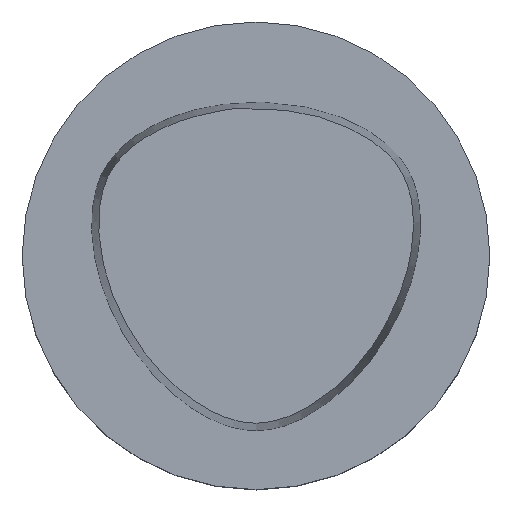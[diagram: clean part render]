
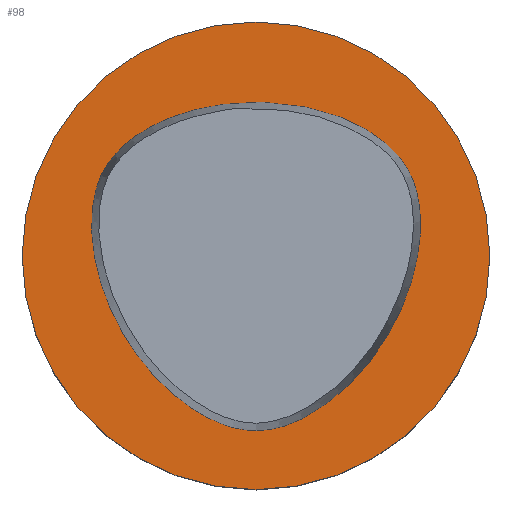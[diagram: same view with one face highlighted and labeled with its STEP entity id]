
A CAD part, top view. The second image highlights one B-rep face of the part: STEP entity #98.
In plain terms, the highlighted planar face has unit normal (0, 0, 1).
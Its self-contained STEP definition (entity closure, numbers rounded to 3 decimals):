
#93=EDGE_CURVE('Unnamed[1]',#209,#209,#210,.T.);
#98=ADVANCED_FACE('Unnamed[1]',(#216,#217),#218,.T.);
#142=EDGE_CURVE('Unnamed[1]',#281,#281,#282,.T.);
#209=VERTEX_POINT('',#357);
#210=B_SPLINE_CURVE_WITH_KNOTS('',3,(#358,#359,#360,#361,#362,#363,#364,#365,#366,#367,#368,#369,#370,#371,#372,#373,#374,#375,#376,#377,#378,#379,#380,#381,#382,#383,#384,#385,#386,#387,#388,#389,#390,#391,#392,#393,#394,#395,#396,#397,#398,#399,#400,#401,#402,#403,#404,#405,#406,#407,#408,#409,#410,#411,#412,#413,#414,#415,#416,#417,#418,#419,#420,#421,#422,#423,#424,#425,#426,#427,#428,#429,#430,#431,#432,#433,#434,#435,#436,#437,#438,#439,#440,#441,#442,#443,#444,#445,#446,#447,#448,#449,#450,#451,#452,#453),.UNSPECIFIED.,.T.,.F.,(4,2,2,2,2,2,2,2,2,2,2,2,2,2,2,2,2,2,2,2,2,2,2,2,2,2,2,2,2,2,2,2,2,2,2,2,2,2,2,2,2,2,2,2,2,2,2,4),(0.0,0.,0.023,0.046,0.069,0.091,0.112,0.133,0.153,0.173,0.194,0.214,0.236,0.257,0.28,0.302,0.326,0.349,0.372,0.395,0.417,0.438,0.459,0.48,0.5,0.52,0.541,0.562,0.583,0.605,0.628,0.651,0.674,0.698,0.72,0.743,0.764,0.786,0.806,0.827,0.847,0.867,0.888,0.909,0.931,0.954,0.977,1.0),.UNSPECIFIED.);
#216=FACE_BOUND('',#464,.T.);
#217=FACE_OUTER_BOUND('',#465,.T.);
#218=PLANE('',#466);
#281=VERTEX_POINT('',#975);
#282=CIRCLE('',#976,25.0);
#357=CARTESIAN_POINT('',(-0.001,-18.694,0.));
#358=CARTESIAN_POINT('',(-0.001,-18.694,0.));
#359=CARTESIAN_POINT('',(-0.011,-18.694,0.));
#360=CARTESIAN_POINT('',(-0.02,-18.694,0.));
#361=CARTESIAN_POINT('',(-0.871,-18.695,0.));
#362=CARTESIAN_POINT('',(-1.713,-18.556,0.));
#363=CARTESIAN_POINT('',(-3.347,-18.108,0.));
#364=CARTESIAN_POINT('',(-4.138,-17.797,0.0));
#365=CARTESIAN_POINT('',(-5.644,-17.061,0.));
#366=CARTESIAN_POINT('',(-6.361,-16.639,0.));
#367=CARTESIAN_POINT('',(-7.712,-15.718,0.));
#368=CARTESIAN_POINT('',(-8.348,-15.221,0.));
#369=CARTESIAN_POINT('',(-9.549,-14.18,0.0));
#370=CARTESIAN_POINT('',(-10.114,-13.638,0.));
#371=CARTESIAN_POINT('',(-11.179,-12.514,0.));
#372=CARTESIAN_POINT('',(-11.678,-11.934,0.0));
#373=CARTESIAN_POINT('',(-12.616,-10.742,0.));
#374=CARTESIAN_POINT('',(-13.055,-10.13,0.0));
#375=CARTESIAN_POINT('',(-13.877,-8.876,0.));
#376=CARTESIAN_POINT('',(-14.26,-8.233,0.));
#377=CARTESIAN_POINT('',(-14.972,-6.916,0.));
#378=CARTESIAN_POINT('',(-15.3,-6.242,0.0));
#379=CARTESIAN_POINT('',(-15.902,-4.857,0.0));
#380=CARTESIAN_POINT('',(-16.174,-4.147,0.));
#381=CARTESIAN_POINT('',(-16.658,-2.689,0.0));
#382=CARTESIAN_POINT('',(-16.869,-1.941,0.0));
#383=CARTESIAN_POINT('',(-17.218,-0.406,0.0));
#384=CARTESIAN_POINT('',(-17.354,0.381,0.0));
#385=CARTESIAN_POINT('',(-17.542,1.99,0.0));
#386=CARTESIAN_POINT('',(-17.59,2.813,0.0));
#387=CARTESIAN_POINT('',(-17.564,4.476,0.0));
#388=CARTESIAN_POINT('',(-17.486,5.317,0.0));
#389=CARTESIAN_POINT('',(-17.171,6.985,0.0));
#390=CARTESIAN_POINT('',(-16.933,7.811,0.0));
#391=CARTESIAN_POINT('',(-16.223,9.36,0.0));
#392=CARTESIAN_POINT('',(-15.753,10.083,0.0));
#393=CARTESIAN_POINT('',(-14.646,11.379,0.0));
#394=CARTESIAN_POINT('',(-14.011,11.953,0.0));
#395=CARTESIAN_POINT('',(-12.665,12.971,0.0));
#396=CARTESIAN_POINT('',(-11.955,13.418,0.));
#397=CARTESIAN_POINT('',(-10.5,14.197,0.0));
#398=CARTESIAN_POINT('',(-9.758,14.532,0.));
#399=CARTESIAN_POINT('',(-8.263,15.113,0.));
#400=CARTESIAN_POINT('',(-7.511,15.361,0.));
#401=CARTESIAN_POINT('',(-6.005,15.774,0.0));
#402=CARTESIAN_POINT('',(-5.251,15.94,0.));
#403=CARTESIAN_POINT('',(-3.745,16.178,0.));
#404=CARTESIAN_POINT('',(-2.993,16.252,0.));
#405=CARTESIAN_POINT('',(-1.489,16.39,0.));
#406=CARTESIAN_POINT('',(-0.738,16.454,0.));
#407=CARTESIAN_POINT('',(0.759,16.454,0.));
#408=CARTESIAN_POINT('',(1.505,16.392,0.));
#409=CARTESIAN_POINT('',(3.002,16.253,0.));
#410=CARTESIAN_POINT('',(3.753,16.176,0.));
#411=CARTESIAN_POINT('',(5.259,15.935,0.));
#412=CARTESIAN_POINT('',(6.013,15.769,0.));
#413=CARTESIAN_POINT('',(7.522,15.364,0.0));
#414=CARTESIAN_POINT('',(8.275,15.122,0.0));
#415=CARTESIAN_POINT('',(9.771,14.545,0.));
#416=CARTESIAN_POINT('',(10.514,14.208,0.0));
#417=CARTESIAN_POINT('',(11.964,13.421,0.));
#418=CARTESIAN_POINT('',(12.67,12.968,0.));
#419=CARTESIAN_POINT('',(14.011,11.942,0.0));
#420=CARTESIAN_POINT('',(14.644,11.366,0.0));
#421=CARTESIAN_POINT('',(15.747,10.068,0.));
#422=CARTESIAN_POINT('',(16.217,9.345,0.0));
#423=CARTESIAN_POINT('',(16.93,7.799,0.));
#424=CARTESIAN_POINT('',(17.173,6.976,0.0));
#425=CARTESIAN_POINT('',(17.495,5.311,0.0));
#426=CARTESIAN_POINT('',(17.574,4.469,0.0));
#427=CARTESIAN_POINT('',(17.598,2.805,0.0));
#428=CARTESIAN_POINT('',(17.546,1.982,0.0));
#429=CARTESIAN_POINT('',(17.353,0.374,0.0));
#430=CARTESIAN_POINT('',(17.214,-0.413,0.0));
#431=CARTESIAN_POINT('',(16.864,-1.947,0.0));
#432=CARTESIAN_POINT('',(16.655,-2.696,0.0));
#433=CARTESIAN_POINT('',(16.172,-4.154,0.0));
#434=CARTESIAN_POINT('',(15.9,-4.864,0.0));
#435=CARTESIAN_POINT('',(15.298,-6.248,0.0));
#436=CARTESIAN_POINT('',(14.969,-6.923,0.0));
#437=CARTESIAN_POINT('',(14.256,-8.24,0.0));
#438=CARTESIAN_POINT('',(13.873,-8.882,0.0));
#439=CARTESIAN_POINT('',(13.052,-10.136,0.0));
#440=CARTESIAN_POINT('',(12.612,-10.748,0.0));
#441=CARTESIAN_POINT('',(11.674,-11.94,0.0));
#442=CARTESIAN_POINT('',(11.173,-12.519,0.0));
#443=CARTESIAN_POINT('',(10.107,-13.641,0.));
#444=CARTESIAN_POINT('',(9.541,-14.183,0.0));
#445=CARTESIAN_POINT('',(8.337,-15.22,0.));
#446=CARTESIAN_POINT('',(7.7,-15.714,0.0));
#447=CARTESIAN_POINT('',(6.351,-16.64,0.));
#448=CARTESIAN_POINT('',(5.639,-17.071,0.));
#449=CARTESIAN_POINT('',(4.137,-17.815,0.));
#450=CARTESIAN_POINT('',(3.346,-18.127,0.));
#451=CARTESIAN_POINT('',(1.703,-18.565,0.));
#452=CARTESIAN_POINT('',(0.849,-18.69,0.0));
#453=CARTESIAN_POINT('',(-0.001,-18.694,0.));
#464=EDGE_LOOP('',(#1036));
#465=EDGE_LOOP('',(#1037));
#466=AXIS2_PLACEMENT_3D('',#1038,#1039,#1040);
#975=CARTESIAN_POINT('',(0.,25.0,0.));
#976=AXIS2_PLACEMENT_3D('',#1104,#1105,#1106);
#1036=ORIENTED_EDGE('',*,*,#93,.T.);
#1037=ORIENTED_EDGE('',*,*,#142,.F.);
#1038=CARTESIAN_POINT('',(0.,12.5,0.));
#1039=DIRECTION('',(0.,0.,1.0));
#1040=DIRECTION('',(0.,-1.0,0.));
#1104=CARTESIAN_POINT('',(0.0,0.0,0.0));
#1105=DIRECTION('',(0.,0.,-1.0));
#1106=DIRECTION('',(0.,1.0,0.));
